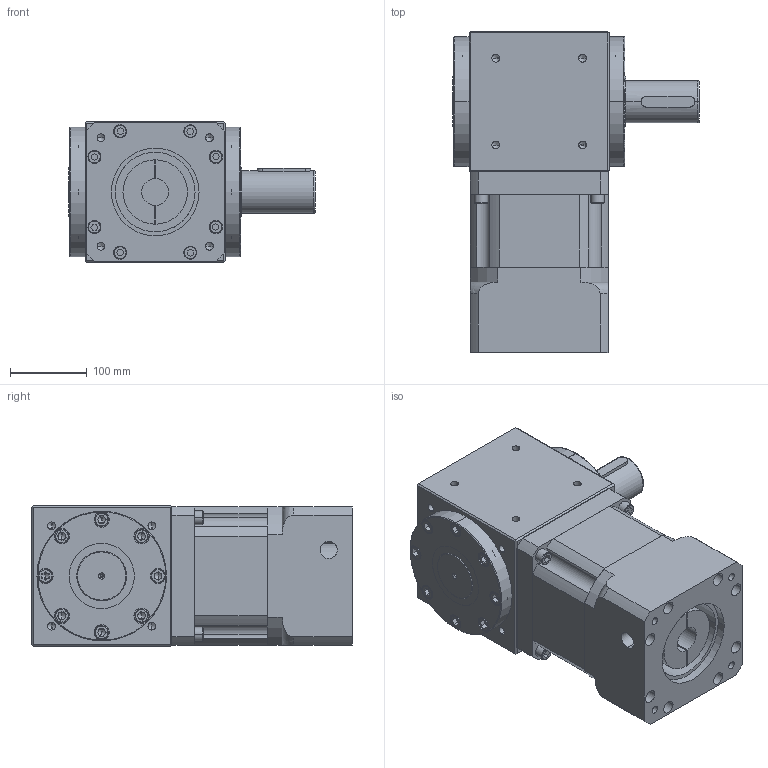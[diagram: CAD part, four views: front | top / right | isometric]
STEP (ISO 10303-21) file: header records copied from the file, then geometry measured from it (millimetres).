
FILE_DESCRIPTION (( 'STEP AP214' ), '1' );
FILE_NAME ('RAM180-L1-XX-S-35-114.3-200-M12_2019.STEP', '2019-04-10T09:39:16', ( 'Y' ), ( 'NCU' ), 'SwSTEP 2.0', 'SolidWorks 2016', '' );
FILE_SCHEMA (( 'AUTOMOTIVE_DESIGN' ));
Length unit declared in the file: millimetre
Products named in the file (1): RAM180-L1-XX-S-35-114.3-200-M12_2019
Bounding box: 322 x 418.5 x 183 mm (x, y, z)
Volume: 14000769.8 mm3; surface area: 781556.6 mm2
Topology: 4 solids, 21 shells, 807 faces, 1881 edges, 1150 vertices
Faces by surface type: plane 348, cylinder 281, cone 116, torus 62
Entity records: 24671 total; most frequent: CARTESIAN_POINT 4481, DIRECTION 4124, ORIENTED_EDGE 3558, EDGE_CURVE 1779, AXIS2_PLACEMENT_3D 1557, VERTEX_POINT 1150, LINE 1010, VECTOR 1010
